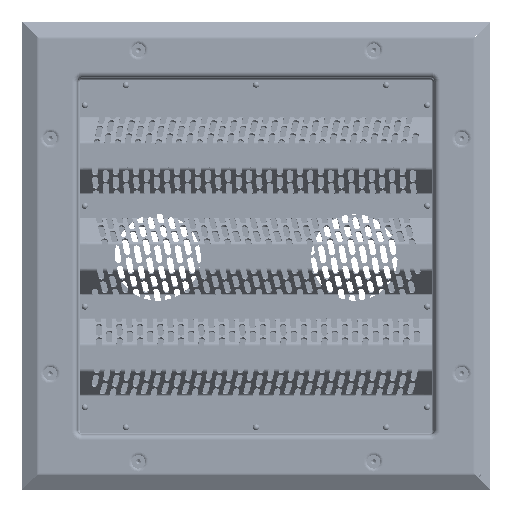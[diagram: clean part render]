
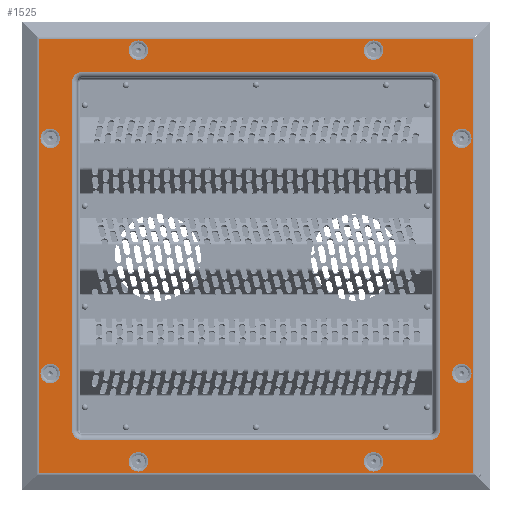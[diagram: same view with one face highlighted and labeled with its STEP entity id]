
A CAD part, front view. The second image highlights one B-rep face of the part: STEP entity #1525.
In plain terms, the highlighted planar face has unit normal (0, -1, 0).
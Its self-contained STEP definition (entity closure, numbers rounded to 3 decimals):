
#1525=ADVANCED_FACE('',(#16226,#16228,#16230,#16232,#16234,#16236,#16238,#16240,
#16242,#16244),#16246,.F.);
#16226=FACE_BOUND('',#16227,.T.);
#16227=EDGE_LOOP('',(#83715,#83716,#83717,#83718));
#16228=FACE_BOUND('',#16229,.T.);
#16229=EDGE_LOOP('',(#83719));
#16230=FACE_BOUND('',#16231,.T.);
#16231=EDGE_LOOP('',(#83720));
#16232=FACE_BOUND('',#16233,.T.);
#16233=EDGE_LOOP('',(#83721));
#16234=FACE_BOUND('',#16235,.T.);
#16235=EDGE_LOOP('',(#83722));
#16236=FACE_BOUND('',#16237,.T.);
#16237=EDGE_LOOP('',(#83723));
#16238=FACE_BOUND('',#16239,.T.);
#16239=EDGE_LOOP('',(#83724));
#16240=FACE_BOUND('',#16241,.T.);
#16241=EDGE_LOOP('',(#83725));
#16242=FACE_BOUND('',#16243,.T.);
#16243=EDGE_LOOP('',(#83726,#83727,#83728,#83729,#83730,#83731,#83732,#83733));
#16244=FACE_BOUND('',#16245,.T.);
#16245=EDGE_LOOP('',(#83734));
#16246=PLANE('',#16247);
#16247=AXIS2_PLACEMENT_3D('',#16248,#16249,#16250);
#16248=CARTESIAN_POINT('',(0.,0.,0.));
#16249=DIRECTION('',(0.,1.,0.));
#16250=DIRECTION('',(-1.,0.,0.));
#83715=ORIENTED_EDGE('',*,*,#111073,.T.);
#83716=ORIENTED_EDGE('',*,*,#111074,.T.);
#83717=ORIENTED_EDGE('',*,*,#111075,.T.);
#83718=ORIENTED_EDGE('',*,*,#111076,.T.);
#83719=ORIENTED_EDGE('',*,*,#111077,.T.);
#83720=ORIENTED_EDGE('',*,*,#111078,.T.);
#83721=ORIENTED_EDGE('',*,*,#111079,.T.);
#83722=ORIENTED_EDGE('',*,*,#111080,.T.);
#83723=ORIENTED_EDGE('',*,*,#111081,.T.);
#83724=ORIENTED_EDGE('',*,*,#111082,.T.);
#83725=ORIENTED_EDGE('',*,*,#111083,.T.);
#83726=ORIENTED_EDGE('',*,*,#111084,.F.);
#83727=ORIENTED_EDGE('',*,*,#111085,.F.);
#83728=ORIENTED_EDGE('',*,*,#111086,.F.);
#83729=ORIENTED_EDGE('',*,*,#111087,.F.);
#83730=ORIENTED_EDGE('',*,*,#111088,.F.);
#83731=ORIENTED_EDGE('',*,*,#111089,.F.);
#83732=ORIENTED_EDGE('',*,*,#111090,.F.);
#83733=ORIENTED_EDGE('',*,*,#111091,.F.);
#83734=ORIENTED_EDGE('',*,*,#111092,.F.);
#111073=EDGE_CURVE('',#124968,#124969,#124970,.T.);
#111074=EDGE_CURVE('',#124969,#124971,#124972,.T.);
#111075=EDGE_CURVE('',#124971,#124973,#124974,.T.);
#111076=EDGE_CURVE('',#124973,#124968,#124975,.T.);
#111077=EDGE_CURVE('',#124976,#124976,#124977,.F.);
#111078=EDGE_CURVE('',#124978,#124978,#124979,.F.);
#111079=EDGE_CURVE('',#124980,#124980,#124981,.F.);
#111080=EDGE_CURVE('',#124982,#124982,#124983,.F.);
#111081=EDGE_CURVE('',#124984,#124984,#124985,.F.);
#111082=EDGE_CURVE('',#124986,#124986,#124987,.F.);
#111083=EDGE_CURVE('',#124988,#124988,#124989,.F.);
#111084=EDGE_CURVE('',#124990,#124991,#124992,.T.);
#111085=EDGE_CURVE('',#124993,#124990,#124994,.T.);
#111086=EDGE_CURVE('',#124995,#124993,#124996,.T.);
#111087=EDGE_CURVE('',#124997,#124995,#124998,.T.);
#111088=EDGE_CURVE('',#124999,#124997,#125000,.T.);
#111089=EDGE_CURVE('',#125001,#124999,#125002,.T.);
#111090=EDGE_CURVE('',#125003,#125001,#125004,.T.);
#111091=EDGE_CURVE('',#124991,#125003,#125005,.T.);
#111092=EDGE_CURVE('',#125006,#125006,#125007,.T.);
#124968=VERTEX_POINT('',#152042);
#124969=VERTEX_POINT('',#152043);
#124970=LINE('',#152044,#152045);
#124971=VERTEX_POINT('',#152047);
#124972=LINE('',#152048,#152049);
#124973=VERTEX_POINT('',#152051);
#124974=LINE('',#152052,#152053);
#124975=LINE('',#152055,#152056);
#124976=VERTEX_POINT('',#152058);
#124977=CIRCLE('',#152059,8.137);
#124978=VERTEX_POINT('',#152063);
#124979=CIRCLE('',#152064,8.137);
#124980=VERTEX_POINT('',#152068);
#124981=CIRCLE('',#152069,8.137);
#124982=VERTEX_POINT('',#152073);
#124983=CIRCLE('',#152074,8.137);
#124984=VERTEX_POINT('',#152078);
#124985=CIRCLE('',#152079,8.137);
#124986=VERTEX_POINT('',#152083);
#124987=CIRCLE('',#152084,8.137);
#124988=VERTEX_POINT('',#152088);
#124989=CIRCLE('',#152089,8.137);
#124990=VERTEX_POINT('',#152093);
#124991=VERTEX_POINT('',#152094);
#124992=LINE('',#152095,#152096);
#124993=VERTEX_POINT('',#152098);
#124994=CIRCLE('',#152099,8.26);
#124995=VERTEX_POINT('',#152103);
#124996=LINE('',#152104,#152105);
#124997=VERTEX_POINT('',#152107);
#124998=CIRCLE('',#152108,8.26);
#124999=VERTEX_POINT('',#152112);
#125000=LINE('',#152113,#152114);
#125001=VERTEX_POINT('',#152116);
#125002=CIRCLE('',#152117,8.26);
#125003=VERTEX_POINT('',#152121);
#125004=LINE('',#152122,#152123);
#125005=CIRCLE('',#152125,8.26);
#125006=VERTEX_POINT('',#152129);
#125007=CIRCLE('',#152130,8.137);
#152042=CARTESIAN_POINT('',(-362.2,0.,0.));
#152043=CARTESIAN_POINT('',(0.,0.,0.));
#152044=CARTESIAN_POINT('',(-362.2,0.,0.));
#152045=VECTOR('',#152046,1.);
#152046=DIRECTION('',(1.,0.,0.));
#152047=CARTESIAN_POINT('',(0.,0.,362.2));
#152048=CARTESIAN_POINT('',(0.,0.,0.));
#152049=VECTOR('',#152050,1.);
#152050=DIRECTION('',(0.,0.,1.));
#152051=CARTESIAN_POINT('',(-362.2,0.,362.2));
#152052=CARTESIAN_POINT('',(0.,0.,362.2));
#152053=VECTOR('',#152054,1.);
#152054=DIRECTION('',(-1.,0.,0.));
#152055=CARTESIAN_POINT('',(-362.2,0.,362.2));
#152056=VECTOR('',#152057,1.);
#152057=DIRECTION('',(0.,0.,-1.));
#152058=CARTESIAN_POINT('',(-352.61,0.,91.237));
#152059=AXIS2_PLACEMENT_3D('',#152060,#152061,#152062);
#152060=CARTESIAN_POINT('',(-352.61,0.,83.1));
#152061=DIRECTION('',(0.,-1.,0.));
#152062=DIRECTION('',(0.,0.,1.));
#152063=CARTESIAN_POINT('',(-83.1,0.,17.727));
#152064=AXIS2_PLACEMENT_3D('',#152065,#152066,#152067);
#152065=CARTESIAN_POINT('',(-83.1,0.,9.59));
#152066=DIRECTION('',(0.,-1.,0.));
#152067=DIRECTION('',(0.,0.,1.));
#152068=CARTESIAN_POINT('',(-9.59,0.,91.237));
#152069=AXIS2_PLACEMENT_3D('',#152070,#152071,#152072);
#152070=CARTESIAN_POINT('',(-9.59,0.,83.1));
#152071=DIRECTION('',(0.,-1.,0.));
#152072=DIRECTION('',(0.,0.,1.));
#152073=CARTESIAN_POINT('',(-9.59,0.,287.237));
#152074=AXIS2_PLACEMENT_3D('',#152075,#152076,#152077);
#152075=CARTESIAN_POINT('',(-9.59,0.,279.1));
#152076=DIRECTION('',(0.,-1.,0.));
#152077=DIRECTION('',(0.,0.,1.));
#152078=CARTESIAN_POINT('',(-83.1,0.,360.747));
#152079=AXIS2_PLACEMENT_3D('',#152080,#152081,#152082);
#152080=CARTESIAN_POINT('',(-83.1,0.,352.61));
#152081=DIRECTION('',(0.,-1.,0.));
#152082=DIRECTION('',(0.,0.,1.));
#152083=CARTESIAN_POINT('',(-279.1,0.,360.747));
#152084=AXIS2_PLACEMENT_3D('',#152085,#152086,#152087);
#152085=CARTESIAN_POINT('',(-279.1,0.,352.61));
#152086=DIRECTION('',(0.,-1.,0.));
#152087=DIRECTION('',(0.,0.,1.));
#152088=CARTESIAN_POINT('',(-352.61,0.,287.237));
#152089=AXIS2_PLACEMENT_3D('',#152090,#152091,#152092);
#152090=CARTESIAN_POINT('',(-352.61,0.,279.1));
#152091=DIRECTION('',(0.,-1.,0.));
#152092=DIRECTION('',(0.,0.,1.));
#152093=CARTESIAN_POINT('',(-35.98,0.,334.48));
#152094=CARTESIAN_POINT('',(-326.22,0.,334.48));
#152095=CARTESIAN_POINT('',(-35.98,0.,334.48));
#152096=VECTOR('',#152097,1.);
#152097=DIRECTION('',(-1.,0.,0.));
#152098=CARTESIAN_POINT('',(-27.72,0.,326.22));
#152099=AXIS2_PLACEMENT_3D('',#152100,#152101,#152102);
#152100=CARTESIAN_POINT('',(-35.98,0.,326.22));
#152101=DIRECTION('',(0.,-1.,0.));
#152102=DIRECTION('',(1.,0.,0.));
#152103=CARTESIAN_POINT('',(-27.72,0.,35.98));
#152104=CARTESIAN_POINT('',(-27.72,0.,35.98));
#152105=VECTOR('',#152106,1.);
#152106=DIRECTION('',(0.,0.,1.));
#152107=CARTESIAN_POINT('',(-35.98,0.,27.72));
#152108=AXIS2_PLACEMENT_3D('',#152109,#152110,#152111);
#152109=CARTESIAN_POINT('',(-35.98,0.,35.98));
#152110=DIRECTION('',(0.,-1.,0.));
#152111=DIRECTION('',(0.,0.,-1.));
#152112=CARTESIAN_POINT('',(-326.22,0.,27.72));
#152113=CARTESIAN_POINT('',(-326.22,0.,27.72));
#152114=VECTOR('',#152115,1.);
#152115=DIRECTION('',(1.,0.,0.));
#152116=CARTESIAN_POINT('',(-334.48,0.,35.98));
#152117=AXIS2_PLACEMENT_3D('',#152118,#152119,#152120);
#152118=CARTESIAN_POINT('',(-326.22,0.,35.98));
#152119=DIRECTION('',(0.,-1.,0.));
#152120=DIRECTION('',(-1.,0.,0.));
#152121=CARTESIAN_POINT('',(-334.48,0.,326.22));
#152122=CARTESIAN_POINT('',(-334.48,0.,326.22));
#152123=VECTOR('',#152124,1.);
#152124=DIRECTION('',(0.,0.,-1.));
#152125=AXIS2_PLACEMENT_3D('',#152126,#152127,#152128);
#152126=CARTESIAN_POINT('',(-326.22,0.,326.22));
#152127=DIRECTION('',(0.,-1.,0.));
#152128=DIRECTION('',(0.,0.,1.));
#152129=CARTESIAN_POINT('',(-279.1,0.,17.727));
#152130=AXIS2_PLACEMENT_3D('',#152131,#152132,#152133);
#152131=CARTESIAN_POINT('',(-279.1,0.,9.59));
#152132=DIRECTION('',(0.,-1.,0.));
#152133=DIRECTION('',(0.,0.,1.));
